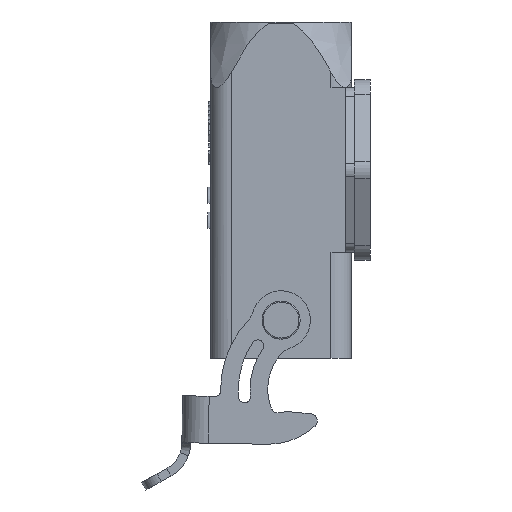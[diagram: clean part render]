
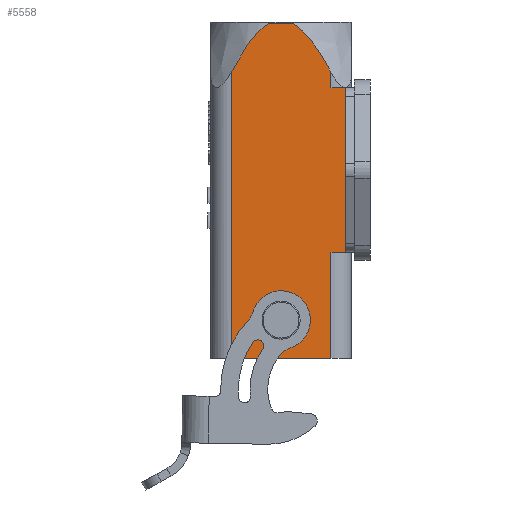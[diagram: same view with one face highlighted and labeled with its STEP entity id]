
A CAD part, left-side view. The second image highlights one B-rep face of the part: STEP entity #5558.
In plain terms, the highlighted planar face has unit normal (-1, 0, 0).
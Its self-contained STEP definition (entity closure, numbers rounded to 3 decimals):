
#255=CARTESIAN_POINT('',(-12.,22.5,16.67));
#256=CARTESIAN_POINT('',(-12.,22.184,17.267));
#257=CARTESIAN_POINT('',(-12.,21.558,18.407));
#258=CARTESIAN_POINT('',(-12.,20.629,19.958));
#259=CARTESIAN_POINT('',(-12.,19.706,21.341));
#260=CARTESIAN_POINT('',(-12.,18.77,22.569));
#261=CARTESIAN_POINT('',(-12.,17.833,23.606));
#262=CARTESIAN_POINT('',(-12.,16.905,24.429));
#263=CARTESIAN_POINT('',(-12.,16.284,24.835));
#264=CARTESIAN_POINT('',(-12.,15.973,25.));
#289=DIRECTION('',(0.,-1.,0.));
#290=VECTOR('',#289,3.946);
#291=CARTESIAN_POINT('',(-12.,15.973,25.));
#292=LINE('',#291,#290);
#329=CARTESIAN_POINT('',(-12.,12.027,25.));
#330=CARTESIAN_POINT('',(-12.,11.717,24.835));
#331=CARTESIAN_POINT('',(-12.,11.097,24.431));
#332=CARTESIAN_POINT('',(-12.,10.161,23.601));
#333=CARTESIAN_POINT('',(-12.,9.234,22.573));
#334=CARTESIAN_POINT('',(-12.,8.298,21.346));
#335=CARTESIAN_POINT('',(-12.,7.373,19.961));
#336=CARTESIAN_POINT('',(-12.,6.443,18.409));
#337=CARTESIAN_POINT('',(-12.,5.816,17.267));
#338=CARTESIAN_POINT('',(-12.,5.5,16.67));
#511=DIRECTION('',(0.,1.,0.));
#512=VECTOR('',#511,17.);
#513=CARTESIAN_POINT('',(-12.,5.5,-32.1));
#514=LINE('',#513,#512);
#545=DIRECTION('',(0.,0.,1.));
#546=VECTOR('',#545,48.77);
#547=CARTESIAN_POINT('',(-12.,22.5,-32.1));
#548=LINE('',#547,#546);
#570=CARTESIAN_POINT('',(-12.,14.,-25.6));
#571=DIRECTION('',(1.,0.,0.));
#572=DIRECTION('',(0.,0.,-1.));
#573=AXIS2_PLACEMENT_3D('',#570,#571,#572);
#575=CARTESIAN_POINT('',(-12.,14.,-25.6));
#576=DIRECTION('',(1.,0.,0.));
#577=DIRECTION('',(0.,0.,1.));
#578=AXIS2_PLACEMENT_3D('',#575,#576,#577);
#591=DIRECTION('',(0.,0.,-1.));
#592=VECTOR('',#591,2.67);
#593=CARTESIAN_POINT('',(-12.,5.5,16.67));
#594=LINE('',#593,#592);
#614=DIRECTION('',(0.,-1.,0.));
#615=VECTOR('',#614,2.5);
#616=CARTESIAN_POINT('',(-12.,5.5,14.));
#617=LINE('',#616,#615);
#693=DIRECTION('',(0.,1.,0.));
#694=VECTOR('',#693,2.5);
#695=CARTESIAN_POINT('',(-12.,3.,-14.));
#696=LINE('',#695,#694);
#697=DIRECTION('',(0.,0.,-1.));
#698=VECTOR('',#697,28.);
#699=CARTESIAN_POINT('',(-12.,3.,14.));
#700=LINE('',#699,#698);
#2058=DIRECTION('',(0.,0.,-1.));
#2059=VECTOR('',#2058,18.1);
#2060=CARTESIAN_POINT('',(-12.,5.5,-14.));
#2061=LINE('',#2060,#2059);
#4488=CARTESIAN_POINT('',(-12.,22.5,-32.1));
#4489=CARTESIAN_POINT('',(-12.,22.5,16.67));
#4490=VERTEX_POINT('',#4488);
#4491=VERTEX_POINT('',#4489);
#4496=CARTESIAN_POINT('',(-12.,5.5,-32.1));
#4497=VERTEX_POINT('',#4496);
#4540=CARTESIAN_POINT('',(-12.,3.,14.));
#4541=CARTESIAN_POINT('',(-12.,3.,-14.));
#4542=VERTEX_POINT('',#4540);
#4543=VERTEX_POINT('',#4541);
#4565=CARTESIAN_POINT('',(-12.,14.,-27.95));
#4567=VERTEX_POINT('',#4565);
#4586=CARTESIAN_POINT('',(-12.,15.973,25.));
#4587=CARTESIAN_POINT('',(-12.,12.027,25.));
#4588=VERTEX_POINT('',#4586);
#4589=VERTEX_POINT('',#4587);
#4590=CARTESIAN_POINT('',(-12.,5.5,-14.));
#4591=VERTEX_POINT('',#4590);
#4600=CARTESIAN_POINT('',(-12.,14.,-23.25));
#4601=VERTEX_POINT('',#4600);
#4610=VERTEX_POINT('',#338);
#4611=CARTESIAN_POINT('',(-12.,5.5,14.));
#4612=VERTEX_POINT('',#4611);
#5530=CARTESIAN_POINT('',(-12.,2.,-32.1));
#5531=DIRECTION('',(-1.,0.,0.));
#5532=DIRECTION('',(0.,0.,1.));
#5533=AXIS2_PLACEMENT_3D('',#5530,#5531,#5532);
#5534=PLANE('',#5533);
#5535=ORIENTED_EDGE('',*,*,#5311,.T.);
#5536=ORIENTED_EDGE('',*,*,#5334,.T.);
#5538=ORIENTED_EDGE('',*,*,#5537,.T.);
#5540=ORIENTED_EDGE('',*,*,#5539,.T.);
#5542=ORIENTED_EDGE('',*,*,#5541,.T.);
#5544=ORIENTED_EDGE('',*,*,#5543,.T.);
#5546=ORIENTED_EDGE('',*,*,#5545,.T.);
#5547=ORIENTED_EDGE('',*,*,#5487,.T.);
#5548=ORIENTED_EDGE('',*,*,#5522,.T.);
#5549=ORIENTED_EDGE('',*,*,#5283,.T.);
#5550=EDGE_LOOP('',(#5535,#5536,#5538,#5540,#5542,#5544,#5546,#5547,#5548,
#5549));
#5551=FACE_OUTER_BOUND('',#5550,.F.);
#5553=ORIENTED_EDGE('',*,*,#5552,.F.);
#5555=ORIENTED_EDGE('',*,*,#5554,.F.);
#5556=EDGE_LOOP('',(#5553,#5555));
#5557=FACE_BOUND('',#5556,.F.);
#5558=ADVANCED_FACE('',(#5551,#5557),#5534,.T.);
#265=B_SPLINE_CURVE_WITH_KNOTS('',3,(#255,#256,#257,#258,#259,#260,#261,#262,
#263,#264),.UNSPECIFIED.,.F.,.F.,(4,1,1,1,1,1,1,4),(0.,0.143,
0.286,0.429,0.571,0.714,
0.857,1.),.UNSPECIFIED.);
#339=B_SPLINE_CURVE_WITH_KNOTS('',3,(#329,#330,#331,#332,#333,#334,#335,#336,
#337,#338),.UNSPECIFIED.,.F.,.F.,(4,1,1,1,1,1,1,4),(0.,0.143,
0.286,0.429,0.571,0.714,
0.857,1.),.UNSPECIFIED.);
#574=CIRCLE('',#573,2.35);
#579=CIRCLE('',#578,2.35);
#5283=EDGE_CURVE('',#4491,#4588,#265,.T.);
#5311=EDGE_CURVE('',#4588,#4589,#292,.T.);
#5334=EDGE_CURVE('',#4589,#4610,#339,.T.);
#5487=EDGE_CURVE('',#4497,#4490,#514,.T.);
#5522=EDGE_CURVE('',#4490,#4491,#548,.T.);
#5537=EDGE_CURVE('',#4610,#4612,#594,.T.);
#5539=EDGE_CURVE('',#4612,#4542,#617,.T.);
#5541=EDGE_CURVE('',#4542,#4543,#700,.T.);
#5543=EDGE_CURVE('',#4543,#4591,#696,.T.);
#5545=EDGE_CURVE('',#4591,#4497,#2061,.T.);
#5552=EDGE_CURVE('',#4567,#4601,#574,.T.);
#5554=EDGE_CURVE('',#4601,#4567,#579,.T.);
